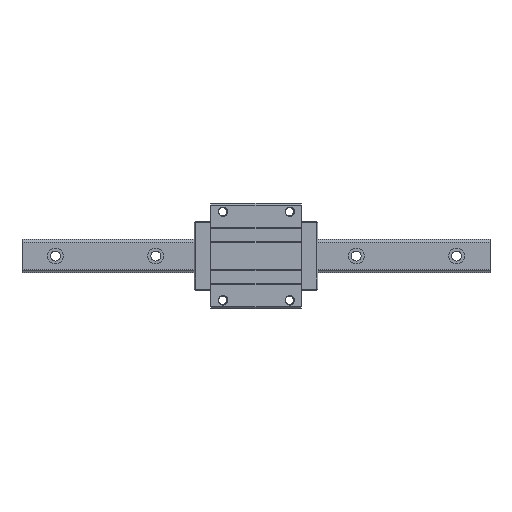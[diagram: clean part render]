
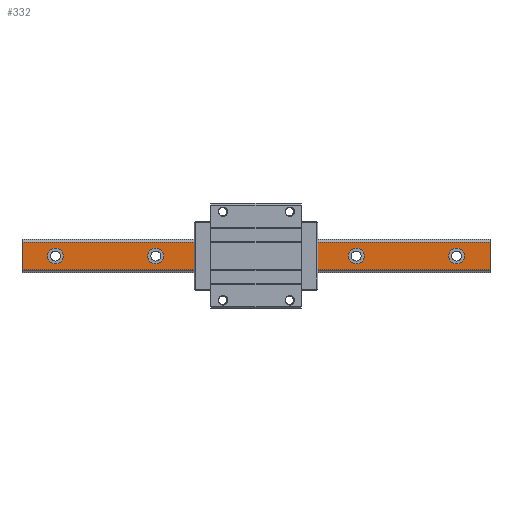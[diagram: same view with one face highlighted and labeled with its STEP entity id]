
A CAD part, top view. The second image highlights one B-rep face of the part: STEP entity #332.
In plain terms, the highlighted planar face has unit normal (0, 0, 1).
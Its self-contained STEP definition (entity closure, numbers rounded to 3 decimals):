
#125=FACE_BOUND('',#756,.T.);
#126=FACE_BOUND('',#757,.T.);
#127=FACE_BOUND('',#758,.T.);
#128=FACE_BOUND('',#759,.T.);
#129=FACE_BOUND('',#760,.T.);
#130=FACE_BOUND('',#761,.T.);
#212=PLANE('',#3730);
#332=ADVANCED_FACE('',(#125,#126,#127,#128,#129,#130),#212,.F.);
#756=EDGE_LOOP('',(#1702));
#757=EDGE_LOOP('',(#1703));
#758=EDGE_LOOP('',(#1704));
#759=EDGE_LOOP('',(#1705));
#760=EDGE_LOOP('',(#1706));
#761=EDGE_LOOP('',(#1707,#1708,#1709,#1710));
#953=LINE('',#4876,#1191);
#989=LINE('',#5124,#1227);
#990=LINE('',#5138,#1228);
#991=LINE('',#5139,#1229);
#1191=VECTOR('',#3983,1.);
#1227=VECTOR('',#4155,1.);
#1228=VECTOR('',#4170,1.);
#1229=VECTOR('',#4171,1.);
#1702=ORIENTED_EDGE('',*,*,#3093,.T.);
#1703=ORIENTED_EDGE('',*,*,#3094,.T.);
#1704=ORIENTED_EDGE('',*,*,#3095,.T.);
#1705=ORIENTED_EDGE('',*,*,#3096,.T.);
#1706=ORIENTED_EDGE('',*,*,#3097,.T.);
#1707=ORIENTED_EDGE('',*,*,#3098,.T.);
#1708=ORIENTED_EDGE('',*,*,#2997,.F.);
#1709=ORIENTED_EDGE('',*,*,#3099,.F.);
#1710=ORIENTED_EDGE('',*,*,#3091,.T.);
#2625=VERTEX_POINT('',#4867);
#2628=VERTEX_POINT('',#4875);
#2692=VERTEX_POINT('',#5123);
#2693=VERTEX_POINT('',#5125);
#2694=VERTEX_POINT('',#5129);
#2695=VERTEX_POINT('',#5131);
#2696=VERTEX_POINT('',#5133);
#2697=VERTEX_POINT('',#5135);
#2698=VERTEX_POINT('',#5137);
#2997=EDGE_CURVE('',#2628,#2625,#953,.T.);
#3091=EDGE_CURVE('',#2693,#2692,#989,.T.);
#3093=EDGE_CURVE('',#2694,#2694,#3561,.T.);
#3094=EDGE_CURVE('',#2695,#2695,#3562,.T.);
#3095=EDGE_CURVE('',#2696,#2696,#3563,.T.);
#3096=EDGE_CURVE('',#2697,#2697,#3564,.T.);
#3097=EDGE_CURVE('',#2698,#2698,#3565,.T.);
#3098=EDGE_CURVE('',#2692,#2625,#990,.T.);
#3099=EDGE_CURVE('',#2693,#2628,#991,.T.);
#3561=CIRCLE('',#3725,4.75);
#3562=CIRCLE('',#3726,4.75);
#3563=CIRCLE('',#3727,4.75);
#3564=CIRCLE('',#3728,4.75);
#3565=CIRCLE('',#3729,4.75);
#3725=AXIS2_PLACEMENT_3D('',#5128,#4160,#4161);
#3726=AXIS2_PLACEMENT_3D('',#5130,#4162,#4163);
#3727=AXIS2_PLACEMENT_3D('',#5132,#4164,#4165);
#3728=AXIS2_PLACEMENT_3D('',#5134,#4166,#4167);
#3729=AXIS2_PLACEMENT_3D('',#5136,#4168,#4169);
#3730=AXIS2_PLACEMENT_3D('',#5140,#4172,#4173);
#3983=DIRECTION('',(-1.,0.,0.));
#4155=DIRECTION('',(-1.,0.,0.));
#4160=DIRECTION('',(0.,0.,-1.));
#4161=DIRECTION('',(-1.,0.,0.));
#4162=DIRECTION('',(0.,0.,-1.));
#4163=DIRECTION('',(-1.,0.,0.));
#4164=DIRECTION('',(0.,0.,-1.));
#4165=DIRECTION('',(-1.,0.,0.));
#4166=DIRECTION('',(0.,0.,-1.));
#4167=DIRECTION('',(-1.,0.,0.));
#4168=DIRECTION('',(0.,0.,-1.));
#4169=DIRECTION('',(-1.,0.,0.));
#4170=DIRECTION('',(0.,-1.,0.));
#4171=DIRECTION('',(0.,-1.,0.));
#4172=DIRECTION('',(0.,0.,-1.));
#4173=DIRECTION('',(-1.,0.,0.));
#4867=CARTESIAN_POINT('',(-704.893,-956.044,16.5));
#4875=CARTESIAN_POINT('',(-424.893,-956.044,16.5));
#4876=CARTESIAN_POINT('',(-484.893,-956.044,16.5));
#5123=CARTESIAN_POINT('',(-704.893,-939.732,16.5));
#5124=CARTESIAN_POINT('',(-484.893,-939.732,16.5));
#5125=CARTESIAN_POINT('',(-424.893,-939.732,16.5));
#5128=CARTESIAN_POINT('',(-444.893,-947.888,16.5));
#5129=CARTESIAN_POINT('',(-449.643,-947.888,16.5));
#5130=CARTESIAN_POINT('',(-504.893,-947.888,16.5));
#5131=CARTESIAN_POINT('',(-509.643,-947.888,16.5));
#5132=CARTESIAN_POINT('',(-564.893,-947.888,16.5));
#5133=CARTESIAN_POINT('',(-569.643,-947.888,16.5));
#5134=CARTESIAN_POINT('',(-624.893,-947.888,16.5));
#5135=CARTESIAN_POINT('',(-629.643,-947.888,16.5));
#5136=CARTESIAN_POINT('',(-684.893,-947.888,16.5));
#5137=CARTESIAN_POINT('',(-689.643,-947.888,16.5));
#5138=CARTESIAN_POINT('',(-704.893,-939.732,16.5));
#5139=CARTESIAN_POINT('',(-424.893,-947.888,16.5));
#5140=CARTESIAN_POINT('',(-484.893,-939.732,16.5));
